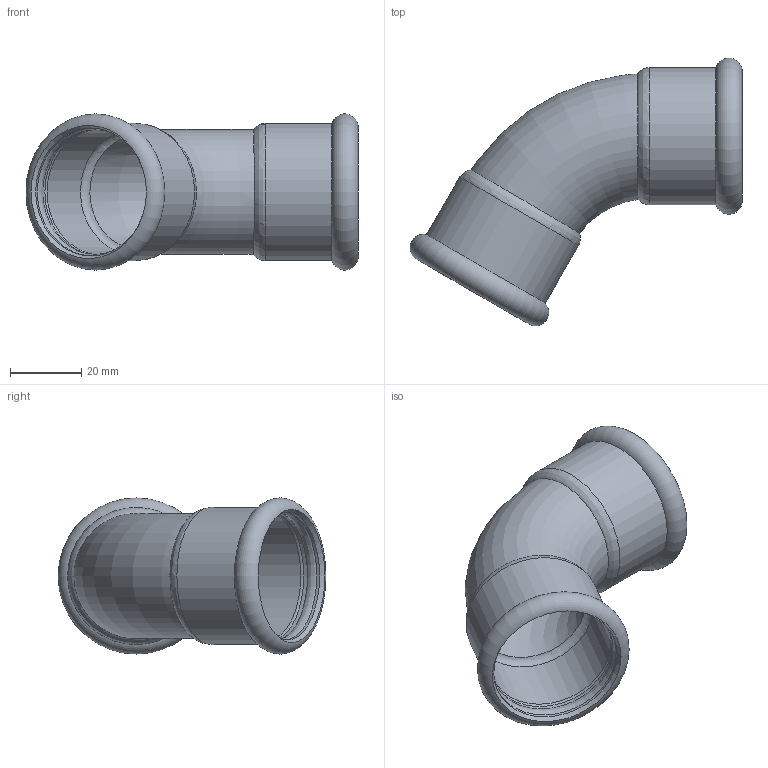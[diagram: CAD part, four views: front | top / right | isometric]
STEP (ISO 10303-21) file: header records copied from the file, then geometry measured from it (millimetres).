
FILE_DESCRIPTION(/* description */ ('CURVA 60° FF De35'),/* implementation_level */ '2;1');
FILE_NAME(/* name */ '181035600_Inoxpres.stp',/* time_stamp */ '2022-10-11T09:24:46+02:00',/* author */ ('Vault'),/* organization */ ('Raccorderie metalliche s.p.a. '),/* preprocessor_version */ 'ST-DEVELOPER v18.1',/* originating_system */ 'Autodesk Inventor 2020',/* authorisation */ 'Raccorderie metalliche s.p.a. ');
FILE_SCHEMA (('AUTOMOTIVE_DESIGN { 1 0 10303 214 3 1 1 }'));
Length unit declared in the file: millimetre
Products named in the file (1): 181035600_Inoxpres
Bounding box: 92.94 x 74.94 x 43.68 mm (x, y, z)
Volume: 19588.4 mm3; surface area: 22664.7 mm2
Topology: 1 solids, 1 shells, 22 faces, 86 edges, 64 vertices
Faces by surface type: torus 12, cylinder 8, cone 2
Full cylindrical faces by diameter (mm): 35.4 x2, 35.8 x4, 38.4 x2
Entity records: 1159 total; most frequent: CARTESIAN_POINT 337, DIRECTION 184, ORIENTED_EDGE 172, AXIS2_PLACEMENT_3D 87, EDGE_CURVE 86, CIRCLE 64, VERTEX_POINT 64, FACE_OUTER_BOUND 22
